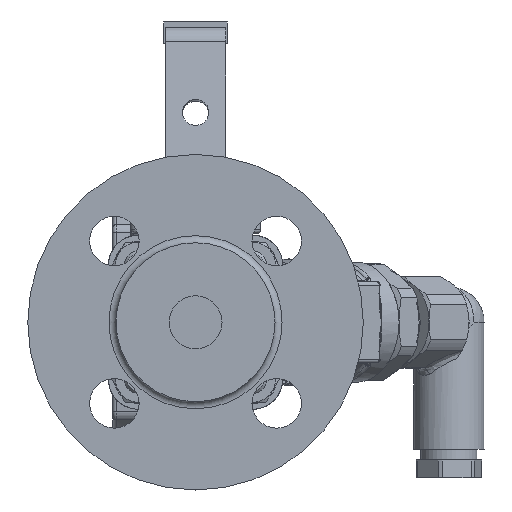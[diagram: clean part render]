
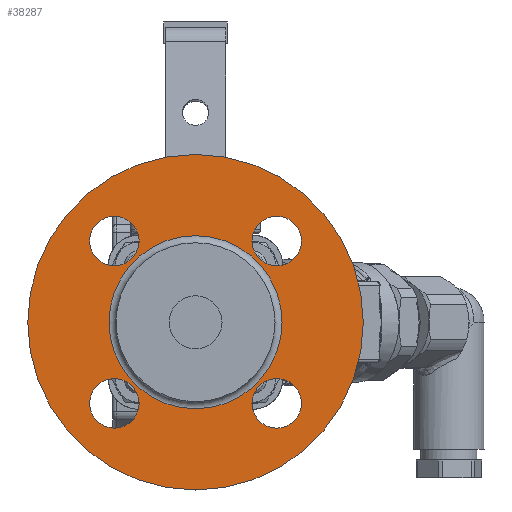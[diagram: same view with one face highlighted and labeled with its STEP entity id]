
A CAD part, left-side view. The second image highlights one B-rep face of the part: STEP entity #38287.
In plain terms, the highlighted planar face has unit normal (-1, 0, 0).
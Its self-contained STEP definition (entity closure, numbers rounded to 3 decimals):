
#2952=FACE_BOUND('',#12342,.T.);
#2953=FACE_BOUND('',#12343,.T.);
#2954=FACE_BOUND('',#12344,.T.);
#2955=FACE_BOUND('',#12345,.T.);
#2956=FACE_BOUND('',#12346,.T.);
#9822=FACE_OUTER_BOUND('',#12341,.T.);
#12341=EDGE_LOOP('',(#32249));
#12342=EDGE_LOOP('',(#32250));
#12343=EDGE_LOOP('',(#32251));
#12344=EDGE_LOOP('',(#32252));
#12345=EDGE_LOOP('',(#32253));
#12346=EDGE_LOOP('',(#32254));
#14493=CIRCLE('',#42120,47.5);
#14495=CIRCLE('',#42124,7.);
#14497=CIRCLE('',#42127,7.);
#14499=CIRCLE('',#42130,7.);
#14501=CIRCLE('',#42133,7.);
#14503=CIRCLE('',#42136,24.5);
#17563=VERTEX_POINT('',#72161);
#17565=VERTEX_POINT('',#72169);
#17567=VERTEX_POINT('',#72175);
#17569=VERTEX_POINT('',#72181);
#17571=VERTEX_POINT('',#72187);
#17573=VERTEX_POINT('',#72193);
#22588=EDGE_CURVE('',#17563,#17563,#14493,.T.);
#22591=EDGE_CURVE('',#17565,#17565,#14495,.T.);
#22594=EDGE_CURVE('',#17567,#17567,#14497,.T.);
#22597=EDGE_CURVE('',#17569,#17569,#14499,.T.);
#22600=EDGE_CURVE('',#17571,#17571,#14501,.T.);
#22603=EDGE_CURVE('',#17573,#17573,#14503,.T.);
#32249=ORIENTED_EDGE('',*,*,#22588,.F.);
#32250=ORIENTED_EDGE('',*,*,#22591,.T.);
#32251=ORIENTED_EDGE('',*,*,#22594,.T.);
#32252=ORIENTED_EDGE('',*,*,#22597,.T.);
#32253=ORIENTED_EDGE('',*,*,#22600,.T.);
#32254=ORIENTED_EDGE('',*,*,#22603,.F.);
#36451=PLANE('',#42135);
#38287=ADVANCED_FACE('',(#9822,#2952,#2953,#2954,#2955,#2956),#36451,.F.);
#42120=AXIS2_PLACEMENT_3D('',#72163,#50868,#50869);
#42124=AXIS2_PLACEMENT_3D('',#72170,#50877,#50878);
#42127=AXIS2_PLACEMENT_3D('',#72176,#50884,#50885);
#42130=AXIS2_PLACEMENT_3D('',#72182,#50891,#50892);
#42133=AXIS2_PLACEMENT_3D('',#72188,#50898,#50899);
#42135=AXIS2_PLACEMENT_3D('',#72192,#50903,#50904);
#42136=AXIS2_PLACEMENT_3D('',#72194,#50905,#50906);
#50868=DIRECTION('center_axis',(1.,0.,0.));
#50869=DIRECTION('ref_axis',(0.,0.,
-1.));
#50877=DIRECTION('center_axis',(1.,0.,0.));
#50878=DIRECTION('ref_axis',(0.,0.,
1.));
#50884=DIRECTION('center_axis',(1.,0.,0.));
#50885=DIRECTION('ref_axis',(0.,-1.,0.));
#50891=DIRECTION('center_axis',(1.,0.,0.));
#50892=DIRECTION('ref_axis',(0.,0.,
-1.));
#50898=DIRECTION('center_axis',(1.,0.,0.));
#50899=DIRECTION('ref_axis',(0.,1.,0.));
#50903=DIRECTION('center_axis',(1.,0.,0.));
#50904=DIRECTION('ref_axis',(0.,0.,
-1.));
#50905=DIRECTION('center_axis',(-1.,0.,0.));
#50906=DIRECTION('ref_axis',(0.,0.,
-1.));
#72161=CARTESIAN_POINT('',(-269.036,18.833,45.983));
#72163=CARTESIAN_POINT('Origin',(-269.036,18.833,-1.517));
#72169=CARTESIAN_POINT('',(-269.036,41.814,14.464));
#72170=CARTESIAN_POINT('Origin',(-269.036,41.814,21.464));
#72175=CARTESIAN_POINT('',(-269.036,2.852,21.464));
#72176=CARTESIAN_POINT('Origin',(-269.036,-4.148,21.464));
#72181=CARTESIAN_POINT('',(-269.036,-4.148,-17.498));
#72182=CARTESIAN_POINT('Origin',(-269.036,-4.148,-24.498));
#72187=CARTESIAN_POINT('',(-269.036,34.814,-24.498));
#72188=CARTESIAN_POINT('Origin',(-269.036,41.814,-24.498));
#72192=CARTESIAN_POINT('Origin',(-269.036,18.833,-1.517));
#72193=CARTESIAN_POINT('',(-269.036,18.833,22.983));
#72194=CARTESIAN_POINT('Origin',(-269.036,18.833,-1.517));
